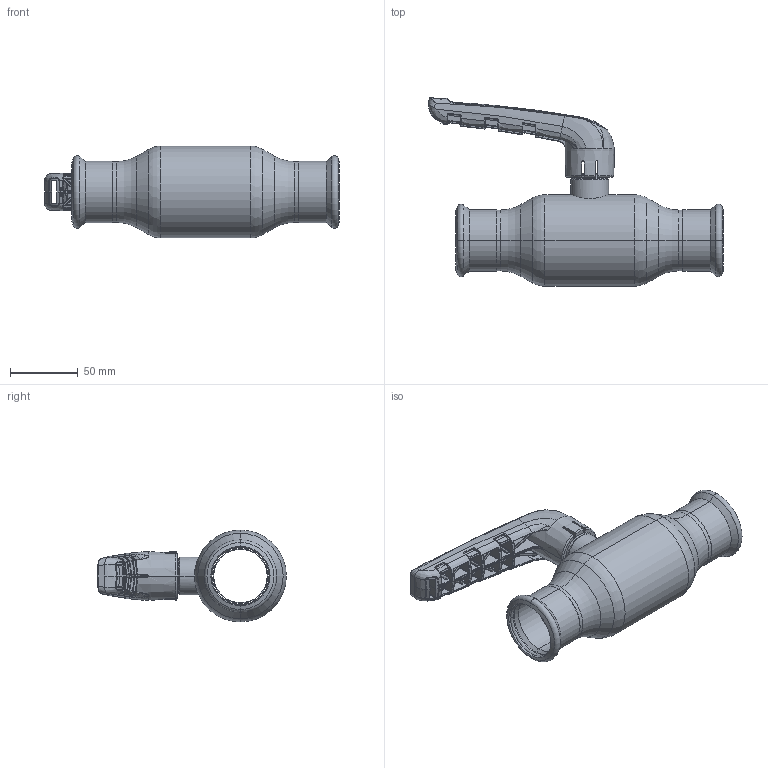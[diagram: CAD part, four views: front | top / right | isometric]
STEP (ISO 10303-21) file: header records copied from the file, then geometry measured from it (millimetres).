
FILE_DESCRIPTION (( 'STEP AP214' ), '1' );
FILE_NAME ('1040000100-xxxx.step', '2019-05-07T11:46:47', ( '' ), ( '' ), 'SwSTEP 2.0', 'SolidWorks 2017', '' );
FILE_SCHEMA (( 'AUTOMOTIVE_DESIGN' ));
Length unit declared in the file: millimetre
Products named in the file (1): 1040000100-xxxx
Bounding box: 218.35 x 139.71 x 68 mm (x, y, z)
Surface area: 74899.5 mm2 (no closed solid volume)
Topology: 0 solids, 12 shells, 833 faces, 2855 edges, 1876 vertices
Faces by surface type: bspline 704, plane 38, cylinder 34, cone 30, torus 21, sphere 6
Entity records: 63757 total; most frequent: CARTESIAN_POINT 36978, ORIENTED_EDGE 4507, EDGE_CURVE 2831, B_SPLINE_CURVE_WITH_KNOTS 2016, VERTEX_POINT 1876, DIRECTION 1733, EDGE_LOOP 846, UNCERTAINTY_MEASURE_WITH_UNIT 835
